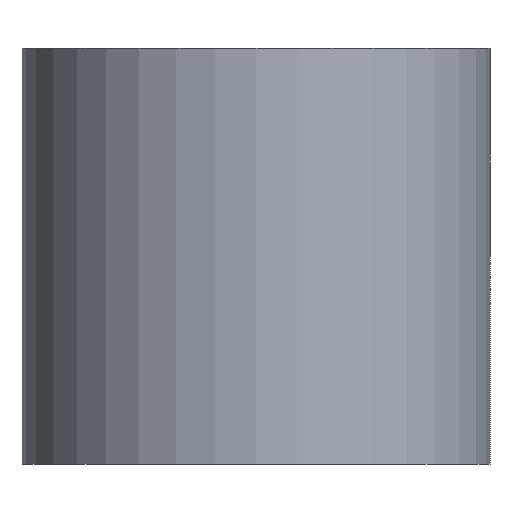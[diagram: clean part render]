
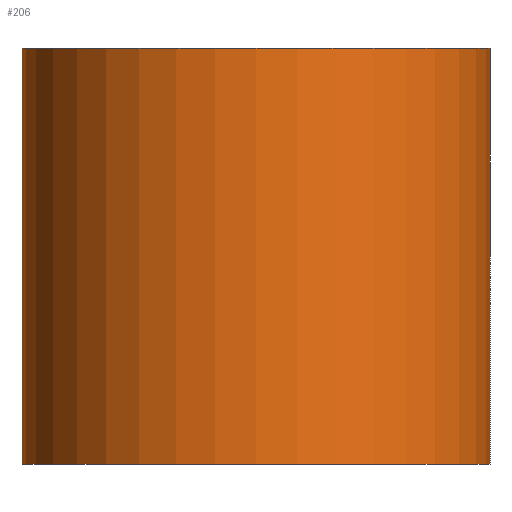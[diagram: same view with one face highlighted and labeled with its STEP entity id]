
A CAD part, front view. The second image highlights one B-rep face of the part: STEP entity #206.
In plain terms, the highlighted cylindrical face has radius 90 mm (diameter 180 mm), a partial arc.
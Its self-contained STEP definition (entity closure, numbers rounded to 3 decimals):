
#3 = DIRECTION ( 'NONE',  ( 1., 0., 0. ) ) ;
#8 = AXIS2_PLACEMENT_3D ( 'NONE', #12, #95, #140 ) ;
#12 = CARTESIAN_POINT ( 'NONE',  ( 0., 0., 160. ) ) ;
#15 = VERTEX_POINT ( 'NONE', #88 ) ;
#17 = FACE_OUTER_BOUND ( 'NONE', #112, .T. ) ;
#19 = CARTESIAN_POINT ( 'NONE',  ( 90., 0., 160. ) ) ;
#21 = CYLINDRICAL_SURFACE ( 'NONE', #194, 90. ) ;
#28 = CIRCLE ( 'NONE', #151, 90. ) ;
#44 = ORIENTED_EDGE ( 'NONE', *, *, #110, .T. ) ;
#46 = DIRECTION ( 'NONE',  ( 0., 0., -1. ) ) ;
#54 = DIRECTION ( 'NONE',  ( 0., 0., -1. ) ) ;
#61 = EDGE_CURVE ( 'NONE', #15, #127, #120, .T. ) ;
#63 = LINE ( 'NONE', #19, #126 ) ;
#68 = EDGE_CURVE ( 'NONE', #15, #75, #207, .T. ) ;
#74 = CARTESIAN_POINT ( 'NONE',  ( -90., 0., 0. ) ) ;
#75 = VERTEX_POINT ( 'NONE', #74 ) ;
#88 = CARTESIAN_POINT ( 'NONE',  ( -90., 0., 160. ) ) ;
#95 = DIRECTION ( 'NONE',  ( 0., 0., 1. ) ) ;
#102 = CARTESIAN_POINT ( 'NONE',  ( 0., 0., 160. ) ) ;
#110 = EDGE_CURVE ( 'NONE', #75, #142, #28, .T. ) ;
#112 = EDGE_LOOP ( 'NONE', ( #184, #158, #117, #44 ) ) ;
#117 = ORIENTED_EDGE ( 'NONE', *, *, #68, .T. ) ;
#120 = CIRCLE ( 'NONE', #8, 90. ) ;
#124 = CARTESIAN_POINT ( 'NONE',  ( -90., 0., 160. ) ) ;
#126 = VECTOR ( 'NONE', #203, 1000. ) ;
#127 = VERTEX_POINT ( 'NONE', #150 ) ;
#130 = VECTOR ( 'NONE', #54, 1000. ) ;
#131 = DIRECTION ( 'NONE',  ( 0., 0., 1. ) ) ;
#140 = DIRECTION ( 'NONE',  ( 1., 0., 0. ) ) ;
#142 = VERTEX_POINT ( 'NONE', #188 ) ;
#150 = CARTESIAN_POINT ( 'NONE',  ( 90., 0., 160. ) ) ;
#151 = AXIS2_PLACEMENT_3D ( 'NONE', #199, #131, #3 ) ;
#152 = DIRECTION ( 'NONE',  ( -1., 0., 0. ) ) ;
#158 = ORIENTED_EDGE ( 'NONE', *, *, #61, .F. ) ;
#184 = ORIENTED_EDGE ( 'NONE', *, *, #192, .F. ) ;
#188 = CARTESIAN_POINT ( 'NONE',  ( 90., 0., 0. ) ) ;
#192 = EDGE_CURVE ( 'NONE', #127, #142, #63, .T. ) ;
#194 = AXIS2_PLACEMENT_3D ( 'NONE', #102, #46, #152 ) ;
#199 = CARTESIAN_POINT ( 'NONE',  ( 0., 0., 0. ) ) ;
#203 = DIRECTION ( 'NONE',  ( 0., 0., -1. ) ) ;
#206 = ADVANCED_FACE ( 'NONE', ( #17 ), #21, .T. ) ;
#207 = LINE ( 'NONE', #124, #130 ) ;
